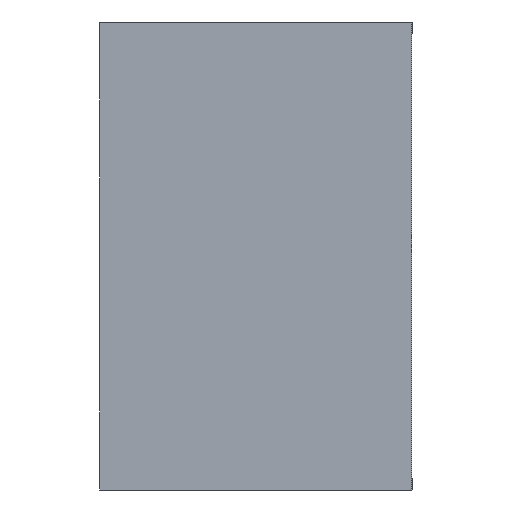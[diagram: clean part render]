
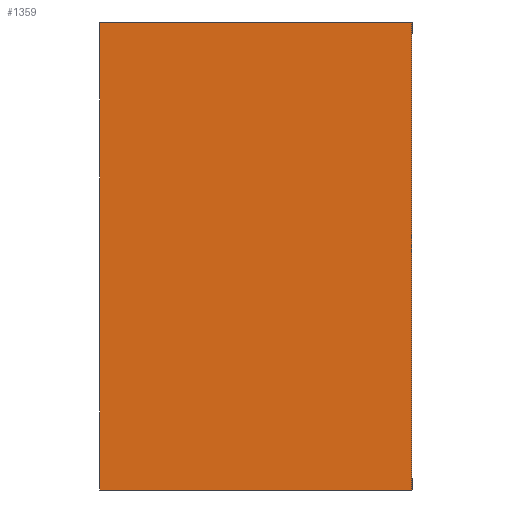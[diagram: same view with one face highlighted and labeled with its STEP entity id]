
A CAD part, front view. The second image highlights one B-rep face of the part: STEP entity #1359.
In plain terms, the highlighted planar face has unit normal (0, -1, 0).
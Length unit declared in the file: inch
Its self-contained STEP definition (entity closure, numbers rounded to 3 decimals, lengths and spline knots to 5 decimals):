
#152 = VECTOR ( 'NONE', #5202, 39.37008 ) ;
#154 = CARTESIAN_POINT ( 'NONE',  ( 0., 0., -144. ) ) ;
#211 = VERTEX_POINT ( 'NONE', #3357 ) ;
#432 = CARTESIAN_POINT ( 'NONE',  ( 96., 0., 0. ) ) ;
#657 = LINE ( 'NONE', #9598, #152 ) ;
#826 = DIRECTION ( 'NONE',  ( 1., 0., 0. ) ) ;
#1359 = ADVANCED_FACE ( 'NONE', ( #2818 ), #3521, .T. ) ;
#1433 = EDGE_CURVE ( 'NONE', #1446, #8299, #8926, .T. ) ;
#1446 = VERTEX_POINT ( 'NONE', #154 ) ;
#1706 = EDGE_CURVE ( 'NONE', #211, #8623, #8404, .T. ) ;
#1787 = EDGE_CURVE ( 'NONE', #8623, #1446, #657, .T. ) ;
#1948 = DIRECTION ( 'NONE',  ( 0., 0., -1. ) ) ;
#2204 = VECTOR ( 'NONE', #11040, 39.37008 ) ;
#2818 = FACE_OUTER_BOUND ( 'NONE', #11102, .T. ) ;
#3357 = CARTESIAN_POINT ( 'NONE',  ( 96., 0., 0. ) ) ;
#3521 = PLANE ( 'NONE',  #8710 ) ;
#3607 = VECTOR ( 'NONE', #826, 39.37008 ) ;
#3896 = ORIENTED_EDGE ( 'NONE', *, *, #1433, .F. ) ;
#3900 = ORIENTED_EDGE ( 'NONE', *, *, #1787, .F. ) ;
#4253 = VECTOR ( 'NONE', #8003, 39.37008 ) ;
#4635 = CARTESIAN_POINT ( 'NONE',  ( 0., 0., 0. ) ) ;
#5202 = DIRECTION ( 'NONE',  ( -1., 0., 0. ) ) ;
#5467 = CARTESIAN_POINT ( 'NONE',  ( 96., 0., -144. ) ) ;
#6063 = LINE ( 'NONE', #6175, #3607 ) ;
#6175 = CARTESIAN_POINT ( 'NONE',  ( 0., 0., 0. ) ) ;
#6319 = ORIENTED_EDGE ( 'NONE', *, *, #8903, .F. ) ;
#6520 = CARTESIAN_POINT ( 'NONE',  ( 0., 0., 0. ) ) ;
#7070 = DIRECTION ( 'NONE',  ( 0., -1., 0. ) ) ;
#8003 = DIRECTION ( 'NONE',  ( 0., 0., 1. ) ) ;
#8299 = VERTEX_POINT ( 'NONE', #6520 ) ;
#8404 = LINE ( 'NONE', #432, #2204 ) ;
#8623 = VERTEX_POINT ( 'NONE', #5467 ) ;
#8710 = AXIS2_PLACEMENT_3D ( 'NONE', #4635, #7070, #1948 ) ;
#8903 = EDGE_CURVE ( 'NONE', #8299, #211, #6063, .T. ) ;
#8926 = LINE ( 'NONE', #10645, #4253 ) ;
#9598 = CARTESIAN_POINT ( 'NONE',  ( 0., 0., -144. ) ) ;
#9706 = ORIENTED_EDGE ( 'NONE', *, *, #1706, .F. ) ;
#10645 = CARTESIAN_POINT ( 'NONE',  ( 0., 0., 0. ) ) ;
#11040 = DIRECTION ( 'NONE',  ( 0., 0., -1. ) ) ;
#11102 = EDGE_LOOP ( 'NONE', ( #3896, #3900, #9706, #6319 ) ) ;
